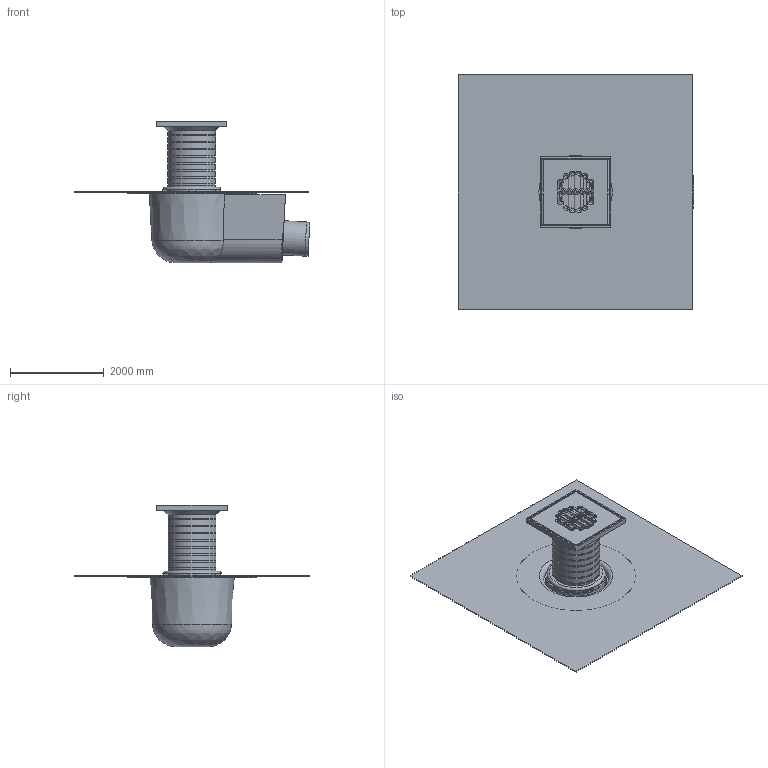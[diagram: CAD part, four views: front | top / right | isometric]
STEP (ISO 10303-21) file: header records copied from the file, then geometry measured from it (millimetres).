
FILE_DESCRIPTION(/* description */ (''),/* implementation_level */ '2;1');
FILE_NAME(/* name */ '16323.070X_3D.stp',/* time_stamp */ '2025-01-06T10:02:44+01:00',/* author */ ('c.rudolph'),/* organization */ (''),/* preprocessor_version */ 'ST-DEVELOPER v20',/* originating_system */ 'AutoCAD Mechanical',/* authorisation */ '');
FILE_SCHEMA (('AUTOMOTIVE_DESIGN { 1 0 10303 214 3 1 1 }'));
Length unit declared in the file: centimetre
Products named in the file (2): Product; *S0
Assembly tree (1 placements, depth 2):
  Product
    *S0
Bounding box: 5018.78 x 5000 x 3010.54 mm (x, y, z)
Volume: 3652164433.5 mm3; surface area: 136515146.5 mm2
Topology: 14 solids, 15 shells, 608 faces, 1450 edges, 891 vertices
Faces by surface type: plane 255, cylinder 192, torus 95, cone 57, sphere 8, bspline 1
Full cylindrical faces by diameter (mm): 35 x4, 40 x6, 80 x6, 100 x2, 698 x2, 730 x4, 960 x1, 1010 x8, 1020 x11, 1024 x1, 1150 x1, 1160 x2, 1200 x3, 1280 x1, 1330 x2, 1400 x2, 1430 x2, 1460 x2
Entity records: 19217 total; most frequent: CARTESIAN_POINT 4633, DIRECTION 3265, ORIENTED_EDGE 2896, EDGE_CURVE 1448, AXIS2_PLACEMENT_3D 1329, VERTEX_POINT 887, CIRCLE 693, EDGE_LOOP 681
